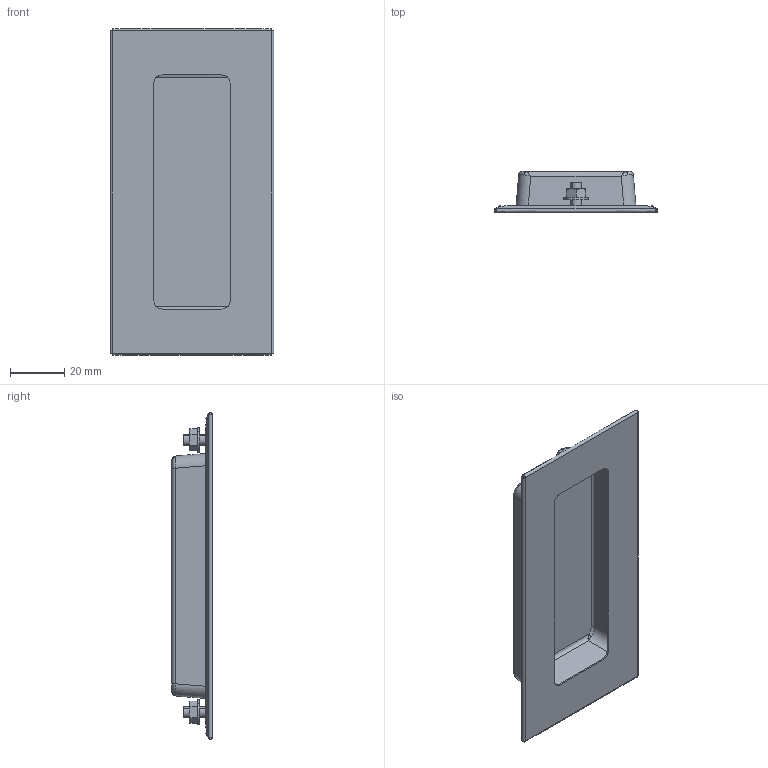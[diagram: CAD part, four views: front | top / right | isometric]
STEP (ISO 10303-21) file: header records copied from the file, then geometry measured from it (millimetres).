
FILE_DESCRIPTION((''),'2;1');
FILE_NAME('','2009-03-18T09:44:52',(''),(''),'','CADfix','');
FILE_SCHEMA(('AUTOMOTIVE_DESIGN { 1 0 10303 214 1 1 1 1 }'));
Length unit declared in the file: millimetre
Bounding box: 60 x 15 x 120 mm (x, y, z)
Volume: 8508.9 mm3; surface area: 33131.3 mm2
Topology: 8 solids, 8 shells, 164 faces, 464 edges, 312 vertices
Faces by surface type: bspline 164
Entity records: 7569 total; most frequent: CARTESIAN_POINT 4722, ORIENTED_EDGE 912, EDGE_CURVE 456, VERTEX_POINT 312, B_SPLINE_CURVE_WITH_KNOTS 280, EDGE_LOOP 178, QUASI_UNIFORM_CURVE 176, FACE_OUTER_BOUND 164
